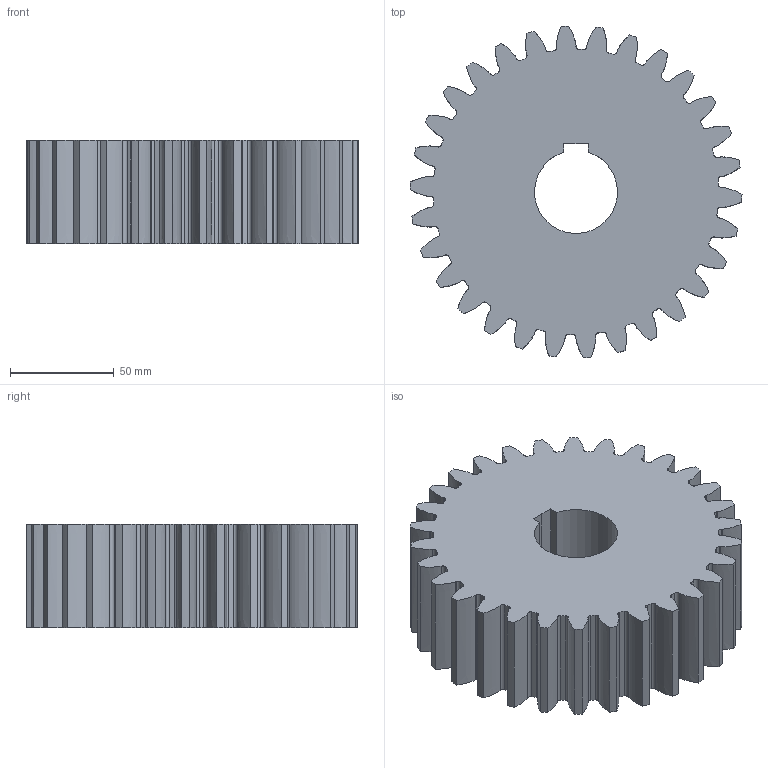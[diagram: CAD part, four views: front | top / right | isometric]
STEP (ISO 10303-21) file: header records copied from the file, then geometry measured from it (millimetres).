
FILE_DESCRIPTION(('CATIA V5 STEP Exchange'),'2;1');
FILE_NAME('4_driving_Gear.stp','2020-06-22T19:21:42+00:00',('none'),('none'),'CATIA Version 5 Release 21 GA (IN-10)','CATIA V5 STEP AP203','none');
FILE_SCHEMA(('CONFIG_CONTROL_DESIGN'));
Length unit declared in the file: millimetre
Products named in the file (1): Parametric Gear
Bounding box: 159.98 x 159.84 x 50 mm (x, y, z)
Volume: 808028.4 mm3; surface area: 86069.2 mm2
Topology: 1 solids, 1 shells, 247 faces, 735 edges, 490 vertices
Faces by surface type: cylinder 121, plane 66, extrusion 60
Entity records: 13780 total; most frequent: CARTESIAN_POINT 7686, ORIENTED_EDGE 1470, DIRECTION 875, EDGE_CURVE 735, VERTEX_POINT 490, VECTOR 433, LINE 373, AXIS2_PLACEMENT_3D 343
